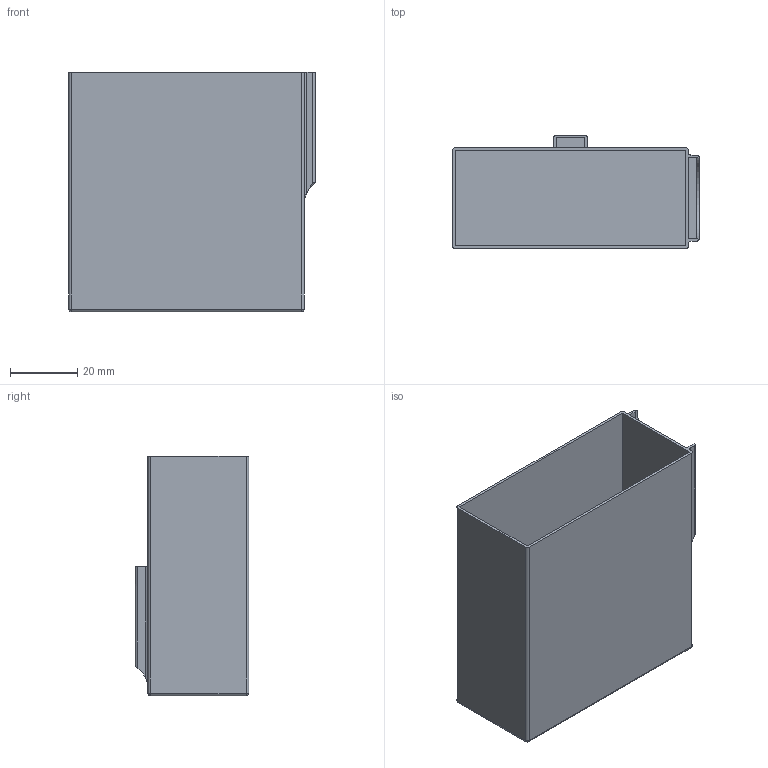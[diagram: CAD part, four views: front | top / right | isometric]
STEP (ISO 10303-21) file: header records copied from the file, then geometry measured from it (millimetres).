
FILE_DESCRIPTION(/* description */ (''),/* implementation_level */ '2;1');
FILE_NAME(/* name */ '1eacbadf-d595-4208-933e-52f37c7ce500.stp',/* time_stamp */ '2017-01-14T20:24:36+01:00',/* author */ (''),/* organization */ (''),/* preprocessor_version */ 'ST-DEVELOPER v16.5',/* originating_system */ 'Autodesk Translation Framework v5.2.0.2920',/* authorisation */ '');
FILE_SCHEMA (('AUTOMOTIVE_DESIGN { 1 0 10303 214 3 1 1 }'));
Length unit declared in the file: millimetre
Products named in the file (1): tool.box
Bounding box: 73.3 x 33.8 x 71.2 mm (x, y, z)
Volume: 14777.1 mm3; surface area: 34283.6 mm2
Topology: 1 solids, 1 shells, 55 faces, 137 edges, 86 vertices
Faces by surface type: plane 27, cylinder 20, bspline 4, sphere 4
Entity records: 1794 total; most frequent: CARTESIAN_POINT 457, ORIENTED_EDGE 274, DIRECTION 269, EDGE_CURVE 137, AXIS2_PLACEMENT_3D 92, VERTEX_POINT 86, LINE 85, VECTOR 85
